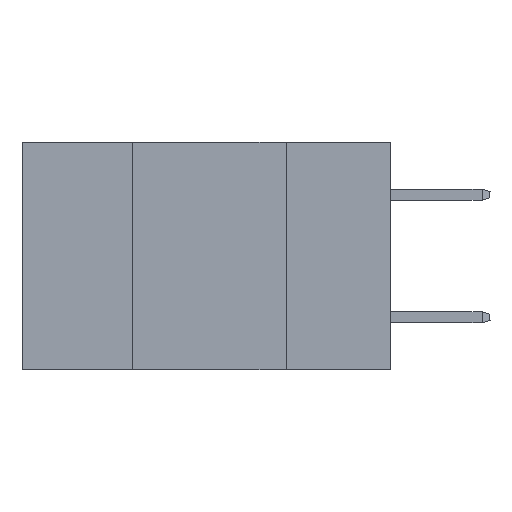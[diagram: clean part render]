
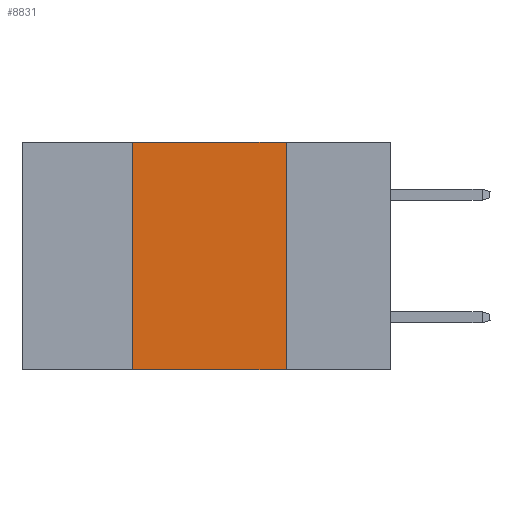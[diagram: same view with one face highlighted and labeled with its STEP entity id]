
A CAD part, left-side view. The second image highlights one B-rep face of the part: STEP entity #8831.
In plain terms, the highlighted planar face has unit normal (-1, 0, 0).
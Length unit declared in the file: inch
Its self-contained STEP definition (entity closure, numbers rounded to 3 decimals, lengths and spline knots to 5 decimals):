
#303 = CARTESIAN_POINT ( 'NONE',  ( 0., 0.17, 0. ) ) ;
#325 = DIRECTION ( 'NONE',  ( 0., 0., -1. ) ) ;
#832 = ORIENTED_EDGE ( 'NONE', *, *, #19855, .F. ) ;
#2526 = DIRECTION ( 'NONE',  ( 0., -1., 0. ) ) ;
#2592 = DIRECTION ( 'NONE',  ( 0., 0., 1. ) ) ;
#3154 = DIRECTION ( 'NONE',  ( 0., -1., 0. ) ) ;
#3576 = FACE_OUTER_BOUND ( 'NONE', #22932, .T. ) ;
#3717 = VECTOR ( 'NONE', #2526, 39.37008 ) ;
#4749 = VERTEX_POINT ( 'NONE', #6069 ) ;
#4757 = LINE ( 'NONE', #6357, #24333 ) ;
#5599 = EDGE_CURVE ( 'NONE', #8224, #12524, #9950, .T. ) ;
#5841 = LINE ( 'NONE', #23980, #20963 ) ;
#6069 = CARTESIAN_POINT ( 'NONE',  ( 0., 0.42, 0. ) ) ;
#6357 = CARTESIAN_POINT ( 'NONE',  ( 0., 0.42, 0. ) ) ;
#8224 = VERTEX_POINT ( 'NONE', #12496 ) ;
#8772 = EDGE_CURVE ( 'NONE', #8224, #4749, #4757, .T. ) ;
#8831 = ADVANCED_FACE ( 'NONE', ( #3576 ), #15396, .F. ) ;
#9718 = AXIS2_PLACEMENT_3D ( 'NONE', #11895, #17358, #325 ) ;
#9950 = LINE ( 'NONE', #11995, #3717 ) ;
#11895 = CARTESIAN_POINT ( 'NONE',  ( 0., 0.6, 0. ) ) ;
#11995 = CARTESIAN_POINT ( 'NONE',  ( 0., 0.6, -0.37 ) ) ;
#12496 = CARTESIAN_POINT ( 'NONE',  ( 0., 0.42, -0.37 ) ) ;
#12524 = VERTEX_POINT ( 'NONE', #24418 ) ;
#14323 = VERTEX_POINT ( 'NONE', #14650 ) ;
#14650 = CARTESIAN_POINT ( 'NONE',  ( 0., 0.17, 0. ) ) ;
#15396 = PLANE ( 'NONE',  #9718 ) ;
#15546 = ORIENTED_EDGE ( 'NONE', *, *, #23483, .F. ) ;
#16322 = LINE ( 'NONE', #303, #20185 ) ;
#17358 = DIRECTION ( 'NONE',  ( 1., 0., 0. ) ) ;
#18250 = ORIENTED_EDGE ( 'NONE', *, *, #5599, .T. ) ;
#19855 = EDGE_CURVE ( 'NONE', #4749, #14323, #5841, .T. ) ;
#20185 = VECTOR ( 'NONE', #21501, 39.37008 ) ;
#20963 = VECTOR ( 'NONE', #3154, 39.37008 ) ;
#21501 = DIRECTION ( 'NONE',  ( 0., 0., -1. ) ) ;
#21833 = ORIENTED_EDGE ( 'NONE', *, *, #8772, .F. ) ;
#22932 = EDGE_LOOP ( 'NONE', ( #15546, #832, #21833, #18250 ) ) ;
#23483 = EDGE_CURVE ( 'NONE', #14323, #12524, #16322, .T. ) ;
#23980 = CARTESIAN_POINT ( 'NONE',  ( 0., 0.6, 0. ) ) ;
#24333 = VECTOR ( 'NONE', #2592, 39.37008 ) ;
#24418 = CARTESIAN_POINT ( 'NONE',  ( 0., 0.17, -0.37 ) ) ;
